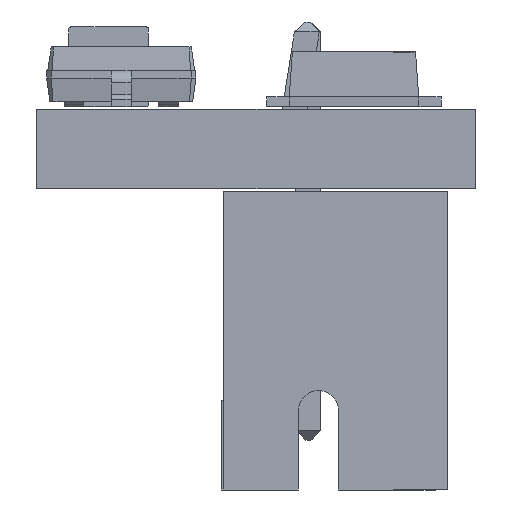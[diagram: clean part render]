
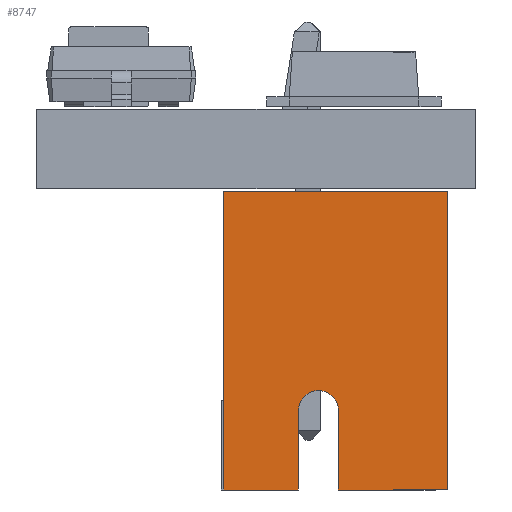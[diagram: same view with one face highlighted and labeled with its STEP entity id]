
A CAD part, left-side view. The second image highlights one B-rep face of the part: STEP entity #8747.
In plain terms, the highlighted face is planar.
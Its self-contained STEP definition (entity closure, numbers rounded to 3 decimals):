
#8631 = EDGE_CURVE('',#8632,#8634,#8636,.T.);
#8632 = VERTEX_POINT('',#8633);
#8633 = CARTESIAN_POINT('',(7.95,-2.8,0.));
#8634 = VERTEX_POINT('',#8635);
#8635 = CARTESIAN_POINT('',(7.95,1.7,0.));
#8636 = SURFACE_CURVE('',#8637,(#8641,#8653),.PCURVE_S1.);
#8637 = LINE('',#8638,#8639);
#8638 = CARTESIAN_POINT('',(7.95,-2.8,0.));
#8639 = VECTOR('',#8640,1.);
#8640 = DIRECTION('',(0.,1.,0.));
#8641 = PCURVE('',#8642,#8647);
#8642 = PLANE('',#8643);
#8643 = AXIS2_PLACEMENT_3D('',#8644,#8645,#8646);
#8644 = CARTESIAN_POINT('',(3.,-0.55,0.));
#8645 = DIRECTION('',(0.,0.,1.));
#8646 = DIRECTION('',(-1.,0.,0.));
#8647 = DEFINITIONAL_REPRESENTATION('',(#8648),#8652);
#8648 = LINE('',#8649,#8650);
#8649 = CARTESIAN_POINT('',(-4.95,2.25));
#8650 = VECTOR('',#8651,1.);
#8651 = DIRECTION('',(0.,-1.));
#8652 = ( GEOMETRIC_REPRESENTATION_CONTEXT(2) 
PARAMETRIC_REPRESENTATION_CONTEXT() REPRESENTATION_CONTEXT('2D SPACE',''
  ) );
#8653 = PCURVE('',#8654,#8659);
#8654 = PLANE('',#8655);
#8655 = AXIS2_PLACEMENT_3D('',#8656,#8657,#8658);
#8656 = CARTESIAN_POINT('',(7.95,-2.8,0.));
#8657 = DIRECTION('',(-1.,0.,0.));
#8658 = DIRECTION('',(0.,1.,0.));
#8659 = DEFINITIONAL_REPRESENTATION('',(#8660),#8664);
#8660 = LINE('',#8661,#8662);
#8661 = CARTESIAN_POINT('',(0.,0.));
#8662 = VECTOR('',#8663,1.);
#8663 = DIRECTION('',(1.,0.));
#8664 = ( GEOMETRIC_REPRESENTATION_CONTEXT(2) 
PARAMETRIC_REPRESENTATION_CONTEXT() REPRESENTATION_CONTEXT('2D SPACE',''
  ) );
#8682 = PLANE('',#8683);
#8683 = AXIS2_PLACEMENT_3D('',#8684,#8685,#8686);
#8684 = CARTESIAN_POINT('',(7.95,1.7,0.));
#8685 = DIRECTION('',(0.,-1.,0.));
#8686 = DIRECTION('',(-1.,0.,0.));
#8736 = PLANE('',#8737);
#8737 = AXIS2_PLACEMENT_3D('',#8738,#8739,#8740);
#8738 = CARTESIAN_POINT('',(-1.95,-2.8,0.));
#8739 = DIRECTION('',(0.,1.,0.));
#8740 = DIRECTION('',(1.,0.,0.));
#8747 = ADVANCED_FACE('',(#8748),#8654,.F.);
#8748 = FACE_BOUND('',#8749,.F.);
#8749 = EDGE_LOOP('',(#8750,#8751,#8774,#8802,#8830,#8859,#8887,#8915));
#8750 = ORIENTED_EDGE('',*,*,#8631,.F.);
#8751 = ORIENTED_EDGE('',*,*,#8752,.T.);
#8752 = EDGE_CURVE('',#8632,#8753,#8755,.T.);
#8753 = VERTEX_POINT('',#8754);
#8754 = CARTESIAN_POINT('',(7.95,-2.8,6.));
#8755 = SURFACE_CURVE('',#8756,(#8760,#8767),.PCURVE_S1.);
#8756 = LINE('',#8757,#8758);
#8757 = CARTESIAN_POINT('',(7.95,-2.8,0.));
#8758 = VECTOR('',#8759,1.);
#8759 = DIRECTION('',(0.,0.,1.));
#8760 = PCURVE('',#8654,#8761);
#8761 = DEFINITIONAL_REPRESENTATION('',(#8762),#8766);
#8762 = LINE('',#8763,#8764);
#8763 = CARTESIAN_POINT('',(0.,0.));
#8764 = VECTOR('',#8765,1.);
#8765 = DIRECTION('',(0.,-1.));
#8766 = ( GEOMETRIC_REPRESENTATION_CONTEXT(2) 
PARAMETRIC_REPRESENTATION_CONTEXT() REPRESENTATION_CONTEXT('2D SPACE',''
  ) );
#8767 = PCURVE('',#8736,#8768);
#8768 = DEFINITIONAL_REPRESENTATION('',(#8769),#8773);
#8769 = LINE('',#8770,#8771);
#8770 = CARTESIAN_POINT('',(9.9,0.));
#8771 = VECTOR('',#8772,1.);
#8772 = DIRECTION('',(0.,-1.));
#8773 = ( GEOMETRIC_REPRESENTATION_CONTEXT(2) 
PARAMETRIC_REPRESENTATION_CONTEXT() REPRESENTATION_CONTEXT('2D SPACE',''
  ) );
#8774 = ORIENTED_EDGE('',*,*,#8775,.T.);
#8775 = EDGE_CURVE('',#8753,#8776,#8778,.T.);
#8776 = VERTEX_POINT('',#8777);
#8777 = CARTESIAN_POINT('',(7.95,-0.6,6.));
#8778 = SURFACE_CURVE('',#8779,(#8783,#8790),.PCURVE_S1.);
#8779 = LINE('',#8780,#8781);
#8780 = CARTESIAN_POINT('',(7.95,-2.8,6.));
#8781 = VECTOR('',#8782,1.);
#8782 = DIRECTION('',(0.,1.,0.));
#8783 = PCURVE('',#8654,#8784);
#8784 = DEFINITIONAL_REPRESENTATION('',(#8785),#8789);
#8785 = LINE('',#8786,#8787);
#8786 = CARTESIAN_POINT('',(0.,-6.));
#8787 = VECTOR('',#8788,1.);
#8788 = DIRECTION('',(1.,0.));
#8789 = ( GEOMETRIC_REPRESENTATION_CONTEXT(2) 
PARAMETRIC_REPRESENTATION_CONTEXT() REPRESENTATION_CONTEXT('2D SPACE',''
  ) );
#8790 = PCURVE('',#8791,#8796);
#8791 = PLANE('',#8792);
#8792 = AXIS2_PLACEMENT_3D('',#8793,#8794,#8795);
#8793 = CARTESIAN_POINT('',(3.,-0.55,6.));
#8794 = DIRECTION('',(0.,0.,1.));
#8795 = DIRECTION('',(-1.,0.,0.));
#8796 = DEFINITIONAL_REPRESENTATION('',(#8797),#8801);
#8797 = LINE('',#8798,#8799);
#8798 = CARTESIAN_POINT('',(-4.95,2.25));
#8799 = VECTOR('',#8800,1.);
#8800 = DIRECTION('',(0.,-1.));
#8801 = ( GEOMETRIC_REPRESENTATION_CONTEXT(2) 
PARAMETRIC_REPRESENTATION_CONTEXT() REPRESENTATION_CONTEXT('2D SPACE',''
  ) );
#8802 = ORIENTED_EDGE('',*,*,#8803,.F.);
#8803 = EDGE_CURVE('',#8804,#8776,#8806,.T.);
#8804 = VERTEX_POINT('',#8805);
#8805 = CARTESIAN_POINT('',(7.95,-0.6,4.4));
#8806 = SURFACE_CURVE('',#8807,(#8811,#8818),.PCURVE_S1.);
#8807 = LINE('',#8808,#8809);
#8808 = CARTESIAN_POINT('',(7.95,-0.6,4.4));
#8809 = VECTOR('',#8810,1.);
#8810 = DIRECTION('',(0.,0.,1.));
#8811 = PCURVE('',#8654,#8812);
#8812 = DEFINITIONAL_REPRESENTATION('',(#8813),#8817);
#8813 = LINE('',#8814,#8815);
#8814 = CARTESIAN_POINT('',(2.2,-4.4));
#8815 = VECTOR('',#8816,1.);
#8816 = DIRECTION('',(0.,-1.));
#8817 = ( GEOMETRIC_REPRESENTATION_CONTEXT(2) 
PARAMETRIC_REPRESENTATION_CONTEXT() REPRESENTATION_CONTEXT('2D SPACE',''
  ) );
#8818 = PCURVE('',#8819,#8824);
#8819 = PLANE('',#8820);
#8820 = AXIS2_PLACEMENT_3D('',#8821,#8822,#8823);
#8821 = CARTESIAN_POINT('',(7.95,-0.6,4.4));
#8822 = DIRECTION('',(0.,1.,0.));
#8823 = DIRECTION('',(0.,-0.,1.));
#8824 = DEFINITIONAL_REPRESENTATION('',(#8825),#8829);
#8825 = LINE('',#8826,#8827);
#8826 = CARTESIAN_POINT('',(0.,0.));
#8827 = VECTOR('',#8828,1.);
#8828 = DIRECTION('',(1.,0.));
#8829 = ( GEOMETRIC_REPRESENTATION_CONTEXT(2) 
PARAMETRIC_REPRESENTATION_CONTEXT() REPRESENTATION_CONTEXT('2D SPACE',''
  ) );
#8830 = ORIENTED_EDGE('',*,*,#8831,.F.);
#8831 = EDGE_CURVE('',#8832,#8804,#8834,.T.);
#8832 = VERTEX_POINT('',#8833);
#8833 = CARTESIAN_POINT('',(7.95,0.2,4.4));
#8834 = SURFACE_CURVE('',#8835,(#8840,#8847),.PCURVE_S1.);
#8835 = CIRCLE('',#8836,0.4);
#8836 = AXIS2_PLACEMENT_3D('',#8837,#8838,#8839);
#8837 = CARTESIAN_POINT('',(7.95,-0.2,4.4));
#8838 = DIRECTION('',(-1.,0.,0.));
#8839 = DIRECTION('',(0.,1.,0.));
#8840 = PCURVE('',#8654,#8841);
#8841 = DEFINITIONAL_REPRESENTATION('',(#8842),#8846);
#8842 = CIRCLE('',#8843,0.4);
#8843 = AXIS2_PLACEMENT_2D('',#8844,#8845);
#8844 = CARTESIAN_POINT('',(2.6,-4.4));
#8845 = DIRECTION('',(1.,0.));
#8846 = ( GEOMETRIC_REPRESENTATION_CONTEXT(2) 
PARAMETRIC_REPRESENTATION_CONTEXT() REPRESENTATION_CONTEXT('2D SPACE',''
  ) );
#8847 = PCURVE('',#8848,#8853);
#8848 = CYLINDRICAL_SURFACE('',#8849,0.4);
#8849 = AXIS2_PLACEMENT_3D('',#8850,#8851,#8852);
#8850 = CARTESIAN_POINT('',(7.95,-0.2,4.4));
#8851 = DIRECTION('',(1.,0.,-0.));
#8852 = DIRECTION('',(0.,1.,0.));
#8853 = DEFINITIONAL_REPRESENTATION('',(#8854),#8858);
#8854 = LINE('',#8855,#8856);
#8855 = CARTESIAN_POINT('',(6.283,0.));
#8856 = VECTOR('',#8857,1.);
#8857 = DIRECTION('',(-1.,0.));
#8858 = ( GEOMETRIC_REPRESENTATION_CONTEXT(2) 
PARAMETRIC_REPRESENTATION_CONTEXT() REPRESENTATION_CONTEXT('2D SPACE',''
  ) );
#8859 = ORIENTED_EDGE('',*,*,#8860,.F.);
#8860 = EDGE_CURVE('',#8861,#8832,#8863,.T.);
#8861 = VERTEX_POINT('',#8862);
#8862 = CARTESIAN_POINT('',(7.95,0.2,6.));
#8863 = SURFACE_CURVE('',#8864,(#8868,#8875),.PCURVE_S1.);
#8864 = LINE('',#8865,#8866);
#8865 = CARTESIAN_POINT('',(7.95,0.2,6.));
#8866 = VECTOR('',#8867,1.);
#8867 = DIRECTION('',(-0.,0.,-1.));
#8868 = PCURVE('',#8654,#8869);
#8869 = DEFINITIONAL_REPRESENTATION('',(#8870),#8874);
#8870 = LINE('',#8871,#8872);
#8871 = CARTESIAN_POINT('',(3.,-6.));
#8872 = VECTOR('',#8873,1.);
#8873 = DIRECTION('',(0.,1.));
#8874 = ( GEOMETRIC_REPRESENTATION_CONTEXT(2) 
PARAMETRIC_REPRESENTATION_CONTEXT() REPRESENTATION_CONTEXT('2D SPACE',''
  ) );
#8875 = PCURVE('',#8876,#8881);
#8876 = PLANE('',#8877);
#8877 = AXIS2_PLACEMENT_3D('',#8878,#8879,#8880);
#8878 = CARTESIAN_POINT('',(7.95,0.2,6.));
#8879 = DIRECTION('',(0.,-1.,0.));
#8880 = DIRECTION('',(-0.,0.,-1.));
#8881 = DEFINITIONAL_REPRESENTATION('',(#8882),#8886);
#8882 = LINE('',#8883,#8884);
#8883 = CARTESIAN_POINT('',(0.,0.));
#8884 = VECTOR('',#8885,1.);
#8885 = DIRECTION('',(1.,0.));
#8886 = ( GEOMETRIC_REPRESENTATION_CONTEXT(2) 
PARAMETRIC_REPRESENTATION_CONTEXT() REPRESENTATION_CONTEXT('2D SPACE',''
  ) );
#8887 = ORIENTED_EDGE('',*,*,#8888,.T.);
#8888 = EDGE_CURVE('',#8861,#8889,#8891,.T.);
#8889 = VERTEX_POINT('',#8890);
#8890 = CARTESIAN_POINT('',(7.95,1.7,6.));
#8891 = SURFACE_CURVE('',#8892,(#8896,#8903),.PCURVE_S1.);
#8892 = LINE('',#8893,#8894);
#8893 = CARTESIAN_POINT('',(7.95,-2.8,6.));
#8894 = VECTOR('',#8895,1.);
#8895 = DIRECTION('',(0.,1.,0.));
#8896 = PCURVE('',#8654,#8897);
#8897 = DEFINITIONAL_REPRESENTATION('',(#8898),#8902);
#8898 = LINE('',#8899,#8900);
#8899 = CARTESIAN_POINT('',(0.,-6.));
#8900 = VECTOR('',#8901,1.);
#8901 = DIRECTION('',(1.,0.));
#8902 = ( GEOMETRIC_REPRESENTATION_CONTEXT(2) 
PARAMETRIC_REPRESENTATION_CONTEXT() REPRESENTATION_CONTEXT('2D SPACE',''
  ) );
#8903 = PCURVE('',#8904,#8909);
#8904 = PLANE('',#8905);
#8905 = AXIS2_PLACEMENT_3D('',#8906,#8907,#8908);
#8906 = CARTESIAN_POINT('',(3.,-0.55,6.));
#8907 = DIRECTION('',(0.,0.,1.));
#8908 = DIRECTION('',(-1.,0.,0.));
#8909 = DEFINITIONAL_REPRESENTATION('',(#8910),#8914);
#8910 = LINE('',#8911,#8912);
#8911 = CARTESIAN_POINT('',(-4.95,2.25));
#8912 = VECTOR('',#8913,1.);
#8913 = DIRECTION('',(0.,-1.));
#8914 = ( GEOMETRIC_REPRESENTATION_CONTEXT(2) 
PARAMETRIC_REPRESENTATION_CONTEXT() REPRESENTATION_CONTEXT('2D SPACE',''
  ) );
#8915 = ORIENTED_EDGE('',*,*,#8916,.F.);
#8916 = EDGE_CURVE('',#8634,#8889,#8917,.T.);
#8917 = SURFACE_CURVE('',#8918,(#8922,#8929),.PCURVE_S1.);
#8918 = LINE('',#8919,#8920);
#8919 = CARTESIAN_POINT('',(7.95,1.7,0.));
#8920 = VECTOR('',#8921,1.);
#8921 = DIRECTION('',(0.,0.,1.));
#8922 = PCURVE('',#8654,#8923);
#8923 = DEFINITIONAL_REPRESENTATION('',(#8924),#8928);
#8924 = LINE('',#8925,#8926);
#8925 = CARTESIAN_POINT('',(4.5,0.));
#8926 = VECTOR('',#8927,1.);
#8927 = DIRECTION('',(0.,-1.));
#8928 = ( GEOMETRIC_REPRESENTATION_CONTEXT(2) 
PARAMETRIC_REPRESENTATION_CONTEXT() REPRESENTATION_CONTEXT('2D SPACE',''
  ) );
#8929 = PCURVE('',#8682,#8930);
#8930 = DEFINITIONAL_REPRESENTATION('',(#8931),#8935);
#8931 = LINE('',#8932,#8933);
#8932 = CARTESIAN_POINT('',(0.,0.));
#8933 = VECTOR('',#8934,1.);
#8934 = DIRECTION('',(0.,-1.));
#8935 = ( GEOMETRIC_REPRESENTATION_CONTEXT(2) 
PARAMETRIC_REPRESENTATION_CONTEXT() REPRESENTATION_CONTEXT('2D SPACE',''
  ) );
